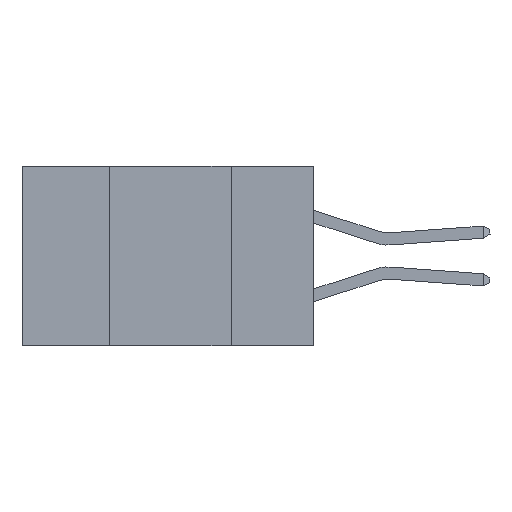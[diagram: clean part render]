
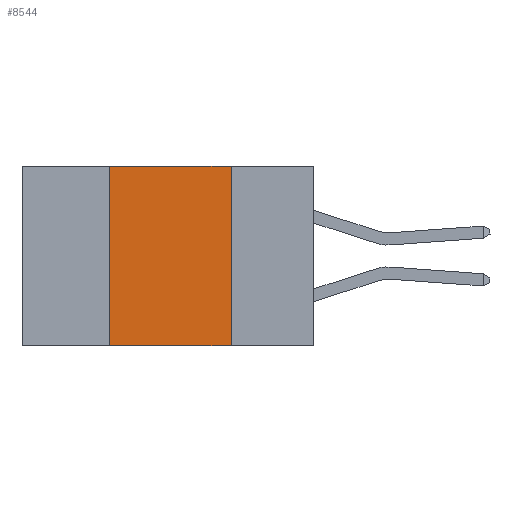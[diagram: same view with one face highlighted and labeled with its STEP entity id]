
A CAD part, left-side view. The second image highlights one B-rep face of the part: STEP entity #8544.
In plain terms, the highlighted planar face has unit normal (-1, 0, 0).
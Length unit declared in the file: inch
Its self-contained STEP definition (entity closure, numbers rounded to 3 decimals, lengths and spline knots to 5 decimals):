
#37 = CARTESIAN_POINT ( 'NONE',  ( 0., 0.17, 0. ) ) ;
#363 = CARTESIAN_POINT ( 'NONE',  ( 0., 0.42, 0. ) ) ;
#1179 = EDGE_CURVE ( 'NONE', #12414, #10214, #4558, .T. ) ;
#1652 = DIRECTION ( 'NONE',  ( 0., 0., 1. ) ) ;
#2390 = CARTESIAN_POINT ( 'NONE',  ( 0., 0.6, 0. ) ) ;
#3295 = AXIS2_PLACEMENT_3D ( 'NONE', #2390, #9330, #12201 ) ;
#4444 = DIRECTION ( 'NONE',  ( 0., 0., -1. ) ) ;
#4558 = LINE ( 'NONE', #9755, #7899 ) ;
#4783 = LINE ( 'NONE', #8688, #11249 ) ;
#5356 = VERTEX_POINT ( 'NONE', #37 ) ;
#5750 = DIRECTION ( 'NONE',  ( 0., -1., 0. ) ) ;
#5931 = ORIENTED_EDGE ( 'NONE', *, *, #11883, .F. ) ;
#5961 = VERTEX_POINT ( 'NONE', #10315 ) ;
#6030 = LINE ( 'NONE', #11091, #6895 ) ;
#6152 = DIRECTION ( 'NONE',  ( 0., -1., 0. ) ) ;
#6391 = LINE ( 'NONE', #9389, #6865 ) ;
#6865 = VECTOR ( 'NONE', #4444, 39.37008 ) ;
#6895 = VECTOR ( 'NONE', #6152, 39.37008 ) ;
#7899 = VECTOR ( 'NONE', #1652, 39.37008 ) ;
#8225 = ORIENTED_EDGE ( 'NONE', *, *, #11179, .T. ) ;
#8544 = ADVANCED_FACE ( 'NONE', ( #12393 ), #11291, .F. ) ;
#8688 = CARTESIAN_POINT ( 'NONE',  ( 0., 0.6, -0.37 ) ) ;
#9330 = DIRECTION ( 'NONE',  ( 1., 0., 0. ) ) ;
#9389 = CARTESIAN_POINT ( 'NONE',  ( 0., 0.17, 0. ) ) ;
#9755 = CARTESIAN_POINT ( 'NONE',  ( 0., 0.42, 0. ) ) ;
#10214 = VERTEX_POINT ( 'NONE', #363 ) ;
#10233 = EDGE_CURVE ( 'NONE', #5356, #5961, #6391, .T. ) ;
#10315 = CARTESIAN_POINT ( 'NONE',  ( 0., 0.17, -0.37 ) ) ;
#11091 = CARTESIAN_POINT ( 'NONE',  ( 0., 0.6, 0. ) ) ;
#11179 = EDGE_CURVE ( 'NONE', #12414, #5961, #4783, .T. ) ;
#11249 = VECTOR ( 'NONE', #5750, 39.37008 ) ;
#11291 = PLANE ( 'NONE',  #3295 ) ;
#11410 = CARTESIAN_POINT ( 'NONE',  ( 0., 0.42, -0.37 ) ) ;
#11563 = ORIENTED_EDGE ( 'NONE', *, *, #1179, .F. ) ;
#11608 = ORIENTED_EDGE ( 'NONE', *, *, #10233, .F. ) ;
#11883 = EDGE_CURVE ( 'NONE', #10214, #5356, #6030, .T. ) ;
#12201 = DIRECTION ( 'NONE',  ( 0., 0., -1. ) ) ;
#12393 = FACE_OUTER_BOUND ( 'NONE', #12659, .T. ) ;
#12414 = VERTEX_POINT ( 'NONE', #11410 ) ;
#12659 = EDGE_LOOP ( 'NONE', ( #11608, #5931, #11563, #8225 ) ) ;
